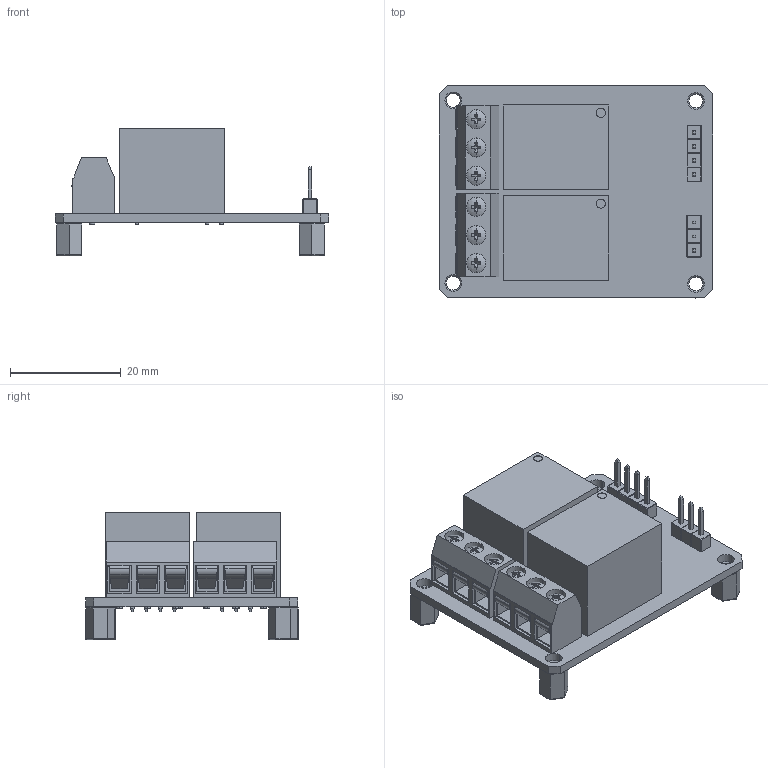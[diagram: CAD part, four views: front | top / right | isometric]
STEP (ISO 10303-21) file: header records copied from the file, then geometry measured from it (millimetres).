
FILE_DESCRIPTION (( 'STEP AP214' ), '1' );
FILE_NAME ('HL-52S V1.0 (6mm spacers).STEP', '2025-10-30T18:07:44', ( '' ), ( '' ), 'SwSTEP 2.0', 'SolidWorks 2024', '' );
FILE_SCHEMA (( 'AUTOMOTIVE_DESIGN' ));
Length unit declared in the file: millimetre
Products named in the file (1): HL-52S V1.0 (6mm spacers)
Bounding box: 49.42 x 38.42 x 23.05 mm (x, y, z)
Volume: 13963.5 mm3; surface area: 13035.5 mm2
Topology: 57 solids, 57 shells, 940 faces, 2040 edges, 1240 vertices
Faces by surface type: plane 662, cylinder 202, bspline 36, cone 16, torus 12, sphere 12
Entity records: 34988 total; most frequent: CARTESIAN_POINT 5553, ORIENTED_EDGE 4080, DIRECTION 4066, EDGE_CURVE 2040, VECTOR 1488, LINE 1488, AXIS2_PLACEMENT_3D 1289, VERTEX_POINT 1240
